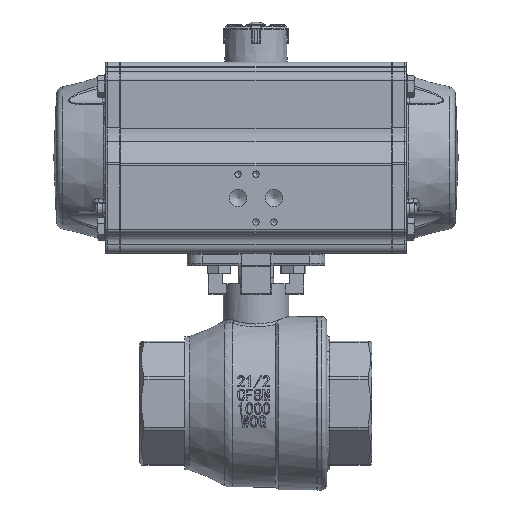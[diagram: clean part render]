
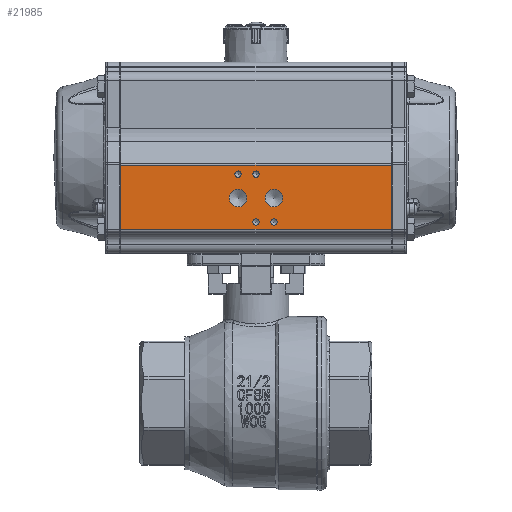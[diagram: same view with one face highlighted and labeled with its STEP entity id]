
A CAD part, top view. The second image highlights one B-rep face of the part: STEP entity #21985.
In plain terms, the highlighted face is planar.
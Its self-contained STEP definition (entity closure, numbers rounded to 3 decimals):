
#915=PLANE('',#23922);
#2331=LINE('',#37397,#3593);
#2332=LINE('',#37403,#3594);
#2333=LINE('',#37406,#3595);
#2334=LINE('',#37407,#3596);
#3593=VECTOR('',#27411,1000.);
#3594=VECTOR('',#27418,1000.);
#3595=VECTOR('',#27419,1000.);
#3596=VECTOR('',#27420,1000.);
#6886=ORIENTED_EDGE('',*,*,#12640,.T.);
#6887=ORIENTED_EDGE('',*,*,#12641,.T.);
#6888=ORIENTED_EDGE('',*,*,#12637,.F.);
#6889=ORIENTED_EDGE('',*,*,#12642,.T.);
#6890=ORIENTED_EDGE('',*,*,#12471,.F.);
#6891=ORIENTED_EDGE('',*,*,#12469,.F.);
#6892=ORIENTED_EDGE('',*,*,#12467,.F.);
#6893=ORIENTED_EDGE('',*,*,#12465,.F.);
#6894=ORIENTED_EDGE('',*,*,#12463,.F.);
#6895=ORIENTED_EDGE('',*,*,#12461,.F.);
#12461=EDGE_CURVE('',#15490,#15490,#17639,.T.);
#12463=EDGE_CURVE('',#15493,#15493,#17641,.T.);
#12465=EDGE_CURVE('',#15496,#15496,#17643,.T.);
#12467=EDGE_CURVE('',#15499,#15499,#17645,.T.);
#12469=EDGE_CURVE('',#15502,#15502,#17647,.T.);
#12471=EDGE_CURVE('',#15505,#15505,#17649,.T.);
#12637=EDGE_CURVE('',#15658,#15659,#2331,.T.);
#12640=EDGE_CURVE('',#15660,#15661,#2332,.T.);
#12641=EDGE_CURVE('',#15661,#15659,#2333,.T.);
#12642=EDGE_CURVE('',#15658,#15660,#2334,.T.);
#15490=VERTEX_POINT('',#36977);
#15493=VERTEX_POINT('',#36984);
#15496=VERTEX_POINT('',#36991);
#15499=VERTEX_POINT('',#36998);
#15502=VERTEX_POINT('',#37005);
#15505=VERTEX_POINT('',#37012);
#15658=VERTEX_POINT('',#37398);
#15659=VERTEX_POINT('',#37399);
#15660=VERTEX_POINT('',#37404);
#15661=VERTEX_POINT('',#37405);
#17639=CIRCLE('',#23756,2.1);
#17641=CIRCLE('',#23760,2.1);
#17643=CIRCLE('',#23764,2.1);
#17645=CIRCLE('',#23768,2.1);
#17647=CIRCLE('',#23772,5.9);
#17649=CIRCLE('',#23776,5.9);
#18889=EDGE_LOOP('',(#6886,#6887,#6888,#6889));
#18890=EDGE_LOOP('',(#6890));
#18891=EDGE_LOOP('',(#6891));
#18892=EDGE_LOOP('',(#6892));
#18893=EDGE_LOOP('',(#6893));
#18894=EDGE_LOOP('',(#6894));
#18895=EDGE_LOOP('',(#6895));
#20448=FACE_BOUND('',#18889,.T.);
#20449=FACE_BOUND('',#18890,.T.);
#20450=FACE_BOUND('',#18891,.T.);
#20451=FACE_BOUND('',#18892,.T.);
#20452=FACE_BOUND('',#18893,.T.);
#20453=FACE_BOUND('',#18894,.T.);
#20454=FACE_BOUND('',#18895,.T.);
#21985=ADVANCED_FACE('',(#20448,#20449,#20450,#20451,#20452,#20453,#20454),
#915,.F.);
#23756=AXIS2_PLACEMENT_3D('',#36976,#27010,#27011);
#23760=AXIS2_PLACEMENT_3D('',#36983,#27018,#27019);
#23764=AXIS2_PLACEMENT_3D('',#36990,#27026,#27027);
#23768=AXIS2_PLACEMENT_3D('',#36997,#27034,#27035);
#23772=AXIS2_PLACEMENT_3D('',#37004,#27042,#27043);
#23776=AXIS2_PLACEMENT_3D('',#37011,#27050,#27051);
#23922=AXIS2_PLACEMENT_3D('',#37402,#27416,#27417);
#27010=DIRECTION('',(-1.,0.,0.));
#27011=DIRECTION('',(0.,0.,1.));
#27018=DIRECTION('',(-1.,0.,0.));
#27019=DIRECTION('',(0.,0.,1.));
#27026=DIRECTION('',(-1.,0.,0.));
#27027=DIRECTION('',(0.,0.,1.));
#27034=DIRECTION('',(-1.,0.,0.));
#27035=DIRECTION('',(0.,0.,1.));
#27042=DIRECTION('',(-1.,0.,0.));
#27043=DIRECTION('',(0.,0.,1.));
#27050=DIRECTION('',(-1.,0.,0.));
#27051=DIRECTION('',(0.,0.,1.));
#27411=DIRECTION('',(0.,0.,-1.));
#27416=DIRECTION('',(1.,0.,0.));
#27417=DIRECTION('',(0.,0.,1.));
#27418=DIRECTION('',(0.,0.,-1.));
#27419=DIRECTION('',(0.,-1.,0.));
#27420=DIRECTION('',(0.,1.,0.));
#36976=CARTESIAN_POINT('',(-67.,-43.,12.));
#36977=CARTESIAN_POINT('',(-67.,-43.,14.1));
#36983=CARTESIAN_POINT('',(-67.,-43.,0.));
#36984=CARTESIAN_POINT('',(-67.,-43.,2.1));
#36990=CARTESIAN_POINT('',(-67.,-11.,0.));
#36991=CARTESIAN_POINT('',(-67.,-11.,2.1));
#36997=CARTESIAN_POINT('',(-67.,-11.,-12.));
#36998=CARTESIAN_POINT('',(-67.,-11.,-9.9));
#37004=CARTESIAN_POINT('',(-67.,-27.,12.));
#37005=CARTESIAN_POINT('',(-67.,-27.,17.9));
#37011=CARTESIAN_POINT('',(-67.,-27.,-12.));
#37012=CARTESIAN_POINT('',(-67.,-27.,-6.1));
#37397=CARTESIAN_POINT('',(-67.,-48.,91.));
#37398=CARTESIAN_POINT('',(-67.,-48.,90.5));
#37399=CARTESIAN_POINT('',(-67.,-48.,-90.5));
#37402=CARTESIAN_POINT('',(-67.,-5.183,91.));
#37403=CARTESIAN_POINT('',(-67.,-5.183,91.));
#37404=CARTESIAN_POINT('',(-67.,-5.183,90.5));
#37405=CARTESIAN_POINT('',(-67.,-5.183,-90.5));
#37406=CARTESIAN_POINT('',(-67.,-5.183,-90.5));
#37407=CARTESIAN_POINT('',(-67.,-5.183,90.5));
